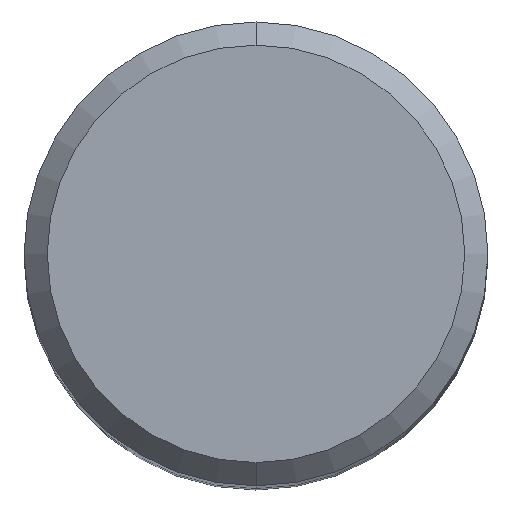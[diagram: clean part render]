
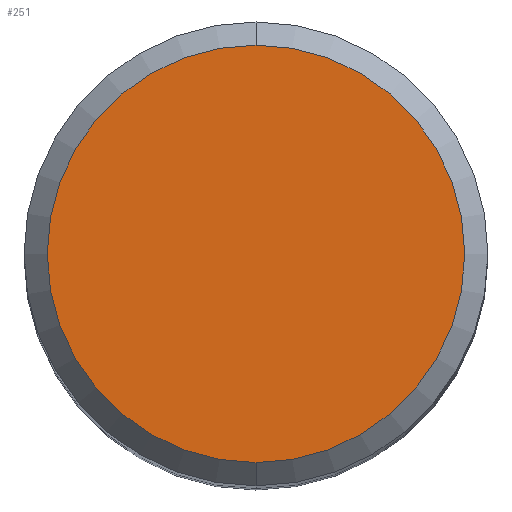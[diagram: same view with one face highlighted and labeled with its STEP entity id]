
A CAD part, top view. The second image highlights one B-rep face of the part: STEP entity #251.
In plain terms, the highlighted planar face has unit normal (0, 0, 1).
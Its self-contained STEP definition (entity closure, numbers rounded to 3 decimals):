
#40 = PLANE ( 'NONE',  #93 ) ;
#46 = AXIS2_PLACEMENT_3D ( 'NONE', #325, #262, #241 ) ;
#53 = DIRECTION ( 'NONE',  ( 0., 0., -1. ) ) ;
#62 = EDGE_CURVE ( 'NONE', #303, #159, #96, .T. ) ;
#71 = DIRECTION ( 'NONE',  ( 0., 0., -1. ) ) ;
#90 = EDGE_LOOP ( 'NONE', ( #240, #168 ) ) ;
#92 = AXIS2_PLACEMENT_3D ( 'NONE', #341, #53, #105 ) ;
#93 = AXIS2_PLACEMENT_3D ( 'NONE', #94, #71, #196 ) ;
#94 = CARTESIAN_POINT ( 'NONE',  ( 0., 0., 104. ) ) ;
#96 = CIRCLE ( 'NONE', #92, 9. ) ;
#105 = DIRECTION ( 'NONE',  ( 0., 1., 0. ) ) ;
#159 = VERTEX_POINT ( 'NONE', #324 ) ;
#168 = ORIENTED_EDGE ( 'NONE', *, *, #226, .F. ) ;
#195 = CIRCLE ( 'NONE', #46, 9. ) ;
#196 = DIRECTION ( 'NONE',  ( 0., 1., 0. ) ) ;
#212 = CARTESIAN_POINT ( 'NONE',  ( 0., 9., 104. ) ) ;
#226 = EDGE_CURVE ( 'NONE', #159, #303, #195, .T. ) ;
#240 = ORIENTED_EDGE ( 'NONE', *, *, #62, .F. ) ;
#241 = DIRECTION ( 'NONE',  ( 0., 1., 0. ) ) ;
#251 = ADVANCED_FACE ( 'NONE', ( #348 ), #40, .F. ) ;
#262 = DIRECTION ( 'NONE',  ( 0., 0., -1. ) ) ;
#303 = VERTEX_POINT ( 'NONE', #212 ) ;
#324 = CARTESIAN_POINT ( 'NONE',  ( 0., -9., 104. ) ) ;
#325 = CARTESIAN_POINT ( 'NONE',  ( 0., 0., 104. ) ) ;
#341 = CARTESIAN_POINT ( 'NONE',  ( 0., 0., 104. ) ) ;
#348 = FACE_OUTER_BOUND ( 'NONE', #90, .T. ) ;
